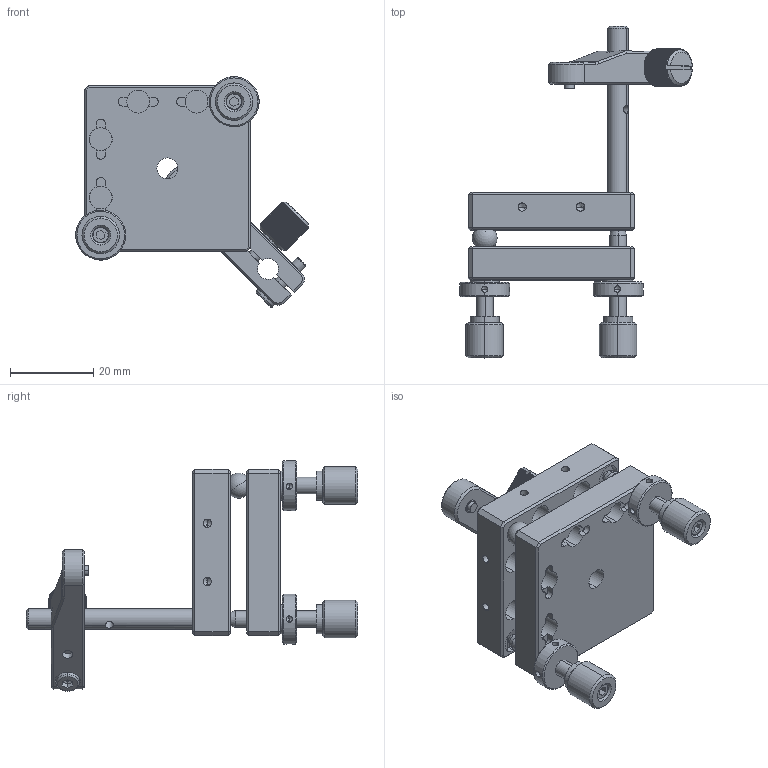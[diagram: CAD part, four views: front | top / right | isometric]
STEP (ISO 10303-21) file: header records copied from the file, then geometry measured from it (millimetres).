
FILE_DESCRIPTION (( 'STEP AP203' ), '1' );
FILE_NAME ('NPMV30.STEP', '2022-07-21T04:14:07', ( '' ), ( '' ), 'SwSTEP 2.0', 'SolidWorks 2021', '' );
FILE_SCHEMA (( 'CONFIG_CONTROL_DESIGN' ));
Length unit declared in the file: millimetre
Products named in the file (1): NPMV30
Bounding box: 55.81 x 79.65 x 55.34 mm (x, y, z)
Volume: 30359.3 mm3; surface area: 18770 mm2
Topology: 22 solids, 22 shells, 1128 faces, 3009 edges, 1918 vertices
Faces by surface type: plane 678, cylinder 324, cone 116, sphere 6, torus 4
Entity records: 35517 total; most frequent: CARTESIAN_POINT 8013, ORIENTED_EDGE 5888, DIRECTION 5422, EDGE_CURVE 2944, VERTEX_POINT 1909, AXIS2_PLACEMENT_3D 1880, VECTOR 1662, LINE 1662
